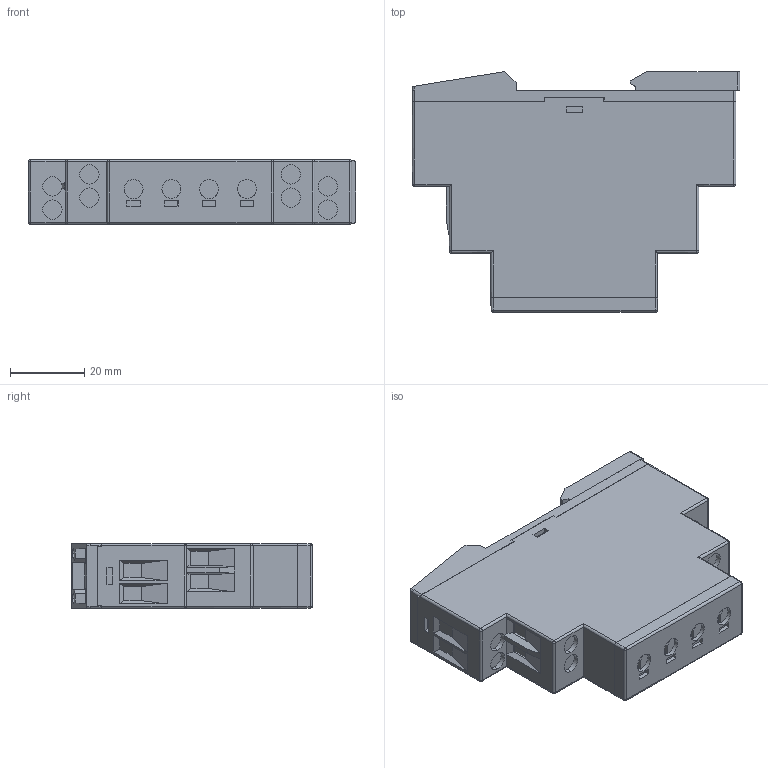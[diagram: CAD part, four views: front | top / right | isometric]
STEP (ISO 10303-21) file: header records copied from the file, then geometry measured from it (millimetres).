
FILE_DESCRIPTION (( 'STEP AP203' ), '1' );
FILE_NAME ('ENYA_1_e-Plan.STEP', '2014-06-11T12:54:34', ( 'Admin' ), ( '' ), 'SwSTEP 2.0', 'SolidWorks 2013', '' );
FILE_SCHEMA (( 'CONFIG_CONTROL_DESIGN' ));
Length unit declared in the file: millimetre
Products named in the file (1): ENYA_1_e-Plan
Bounding box: 88.4 x 65 x 17.5 mm (x, y, z)
Surface area: 26637.8 mm2 (no closed solid volume)
Topology: 0 solids, 9 shells, 272 faces, 837 edges, 563 vertices
Faces by surface type: plane 182, cylinder 78, sphere 12
Entity records: 9206 total; most frequent: CARTESIAN_POINT 1893, DIRECTION 1435, ORIENTED_EDGE 1392, EDGE_CURVE 829, VECTOR 617, LINE 617, VERTEX_POINT 563, AXIS2_PLACEMENT_3D 409
